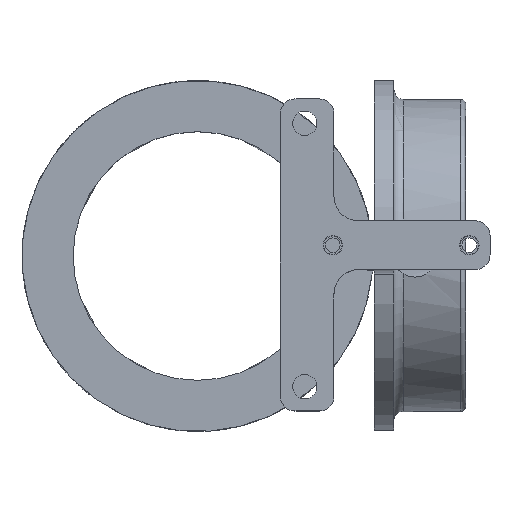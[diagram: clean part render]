
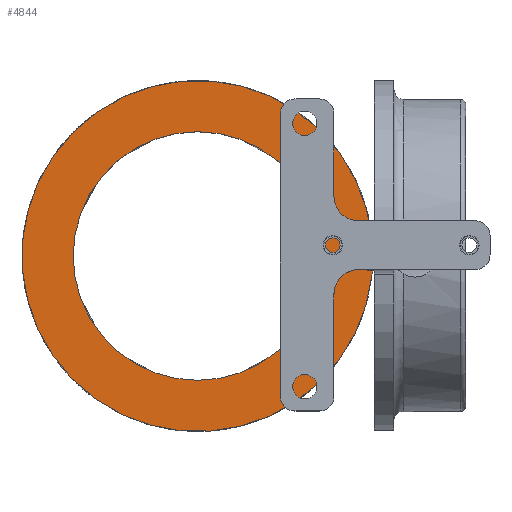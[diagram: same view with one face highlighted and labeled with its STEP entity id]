
A CAD part, top view. The second image highlights one B-rep face of the part: STEP entity #4844.
In plain terms, the highlighted planar face has unit normal (0, 0, 1).
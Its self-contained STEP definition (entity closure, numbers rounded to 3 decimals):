
#87=FACE_BOUND('',#645,.T.);
#173=PLANE('',#5218);
#372=FACE_OUTER_BOUND('',#644,.T.);
#644=EDGE_LOOP('',(#3683,#3684,#3685,#3686,#3687,#3688,#3689,#3690));
#645=EDGE_LOOP('',(#3691));
#998=LINE('',#7687,#1400);
#999=LINE('',#7690,#1401);
#1003=LINE('',#7702,#1405);
#1400=VECTOR('',#6103,10.);
#1401=VECTOR('',#6106,10.);
#1405=VECTOR('',#6118,10.);
#1734=CIRCLE('',#5201,2.);
#1740=CIRCLE('',#5208,36.);
#1742=CIRCLE('',#5211,2.);
#1743=CIRCLE('',#5215,0.5);
#1745=CIRCLE('',#5219,0.5);
#1746=CIRCLE('',#5220,25.5);
#2092=VERTEX_POINT('',#7532);
#2093=VERTEX_POINT('',#7534);
#2110=VERTEX_POINT('',#7673);
#2112=VERTEX_POINT('',#7679);
#2114=VERTEX_POINT('',#7685);
#2115=VERTEX_POINT('',#7689);
#2117=VERTEX_POINT('',#7695);
#2119=VERTEX_POINT('',#7701);
#2121=VERTEX_POINT('',#7708);
#2666=EDGE_CURVE('',#2092,#2093,#1734,.T.);
#2685=EDGE_CURVE('',#2092,#2110,#1740,.F.);
#2688=EDGE_CURVE('',#2112,#2110,#1742,.T.);
#2691=EDGE_CURVE('',#2112,#2114,#998,.T.);
#2692=EDGE_CURVE('',#2115,#2093,#999,.T.);
#2695=EDGE_CURVE('',#2115,#2117,#1743,.T.);
#2698=EDGE_CURVE('',#2119,#2117,#1003,.F.);
#2701=EDGE_CURVE('',#2119,#2114,#1745,.T.);
#2702=EDGE_CURVE('',#2121,#2121,#1746,.F.);
#3683=ORIENTED_EDGE('',*,*,#2692,.T.);
#3684=ORIENTED_EDGE('',*,*,#2666,.F.);
#3685=ORIENTED_EDGE('',*,*,#2685,.T.);
#3686=ORIENTED_EDGE('',*,*,#2688,.F.);
#3687=ORIENTED_EDGE('',*,*,#2691,.T.);
#3688=ORIENTED_EDGE('',*,*,#2701,.F.);
#3689=ORIENTED_EDGE('',*,*,#2698,.T.);
#3690=ORIENTED_EDGE('',*,*,#2695,.F.);
#3691=ORIENTED_EDGE('',*,*,#2702,.T.);
#4844=ADVANCED_FACE('',(#372,#87),#173,.F.);
#5201=AXIS2_PLACEMENT_3D('',#7535,#6074,#6075);
#5208=AXIS2_PLACEMENT_3D('',#7675,#6090,#6091);
#5211=AXIS2_PLACEMENT_3D('',#7681,#6097,#6098);
#5215=AXIS2_PLACEMENT_3D('',#7696,#6111,#6112);
#5218=AXIS2_PLACEMENT_3D('',#7706,#6121,#6122);
#5219=AXIS2_PLACEMENT_3D('',#7707,#6123,#6124);
#5220=AXIS2_PLACEMENT_3D('',#7709,#6125,#6126);
#6074=DIRECTION('center_axis',(0.,0.,
1.));
#6075=DIRECTION('ref_axis',(-0.67,-0.742,0.));
#6090=DIRECTION('center_axis',(0.,0.,
-1.));
#6091=DIRECTION('ref_axis',(0.,1.,0.));
#6097=DIRECTION('center_axis',(0.,0.,
1.));
#6098=DIRECTION('ref_axis',(-0.668,0.745,0.));
#6103=DIRECTION('',(1.,0.,0.));
#6106=DIRECTION('',(-1.,0.,0.));
#6111=DIRECTION('center_axis',(0.,0.,
-1.));
#6112=DIRECTION('ref_axis',(0.707,0.707,0.));
#6118=DIRECTION('',(0.,-1.,0.));
#6121=DIRECTION('center_axis',(0.,0.,
-1.));
#6122=DIRECTION('ref_axis',(0.,1.,0.));
#6123=DIRECTION('center_axis',(0.,0.,
-1.));
#6124=DIRECTION('ref_axis',(0.707,-0.707,0.));
#6125=DIRECTION('center_axis',(0.,0.,
1.));
#6126=DIRECTION('ref_axis',(0.,1.,0.));
#7532=CARTESIAN_POINT('',(35.652,3.796,-6.022));
#7534=CARTESIAN_POINT('',(37.642,2.,-6.022));
#7535=CARTESIAN_POINT('Origin',(37.642,4.,-6.022));
#7673=CARTESIAN_POINT('',(35.626,-3.783,-6.022));
#7675=CARTESIAN_POINT('Origin',(-0.161,0.132,-6.022));
#7679=CARTESIAN_POINT('',(37.614,-2.,-6.022));
#7681=CARTESIAN_POINT('Origin',(37.614,-4.,-6.022));
#7685=CARTESIAN_POINT('',(41.839,-2.,-6.022));
#7687=CARTESIAN_POINT('',(21.964,-2.,-6.022));
#7689=CARTESIAN_POINT('',(41.839,2.,-6.022));
#7690=CARTESIAN_POINT('',(19.438,2.,-6.022));
#7695=CARTESIAN_POINT('',(42.339,1.5,-6.022));
#7696=CARTESIAN_POINT('Origin',(41.839,1.5,-6.022));
#7701=CARTESIAN_POINT('',(42.339,-1.5,-6.022));
#7702=CARTESIAN_POINT('',(42.339,1.066,-6.022));
#7706=CARTESIAN_POINT('Origin',(5.589,0.132,-6.022));
#7707=CARTESIAN_POINT('Origin',(41.839,-1.5,-6.022));
#7708=CARTESIAN_POINT('',(-0.161,-25.368,-6.022));
#7709=CARTESIAN_POINT('Origin',(-0.161,0.132,-6.022));
